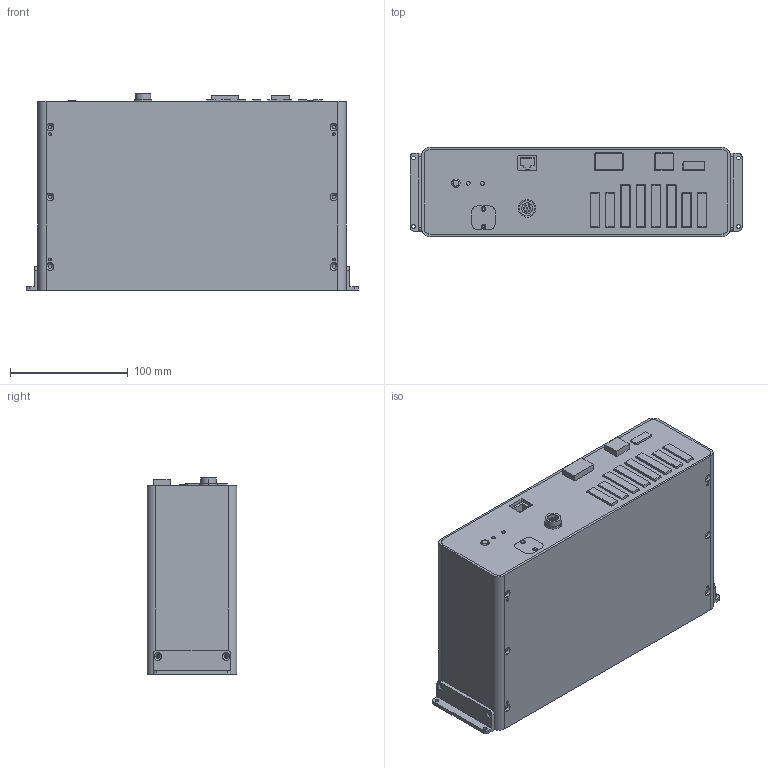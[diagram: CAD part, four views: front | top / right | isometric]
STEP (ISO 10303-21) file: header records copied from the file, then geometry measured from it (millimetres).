
FILE_DESCRIPTION (( 'STEP AP203' ), '1' );
FILE_NAME ('DC1300諷秶碟-勤俋.STEP', '2021-09-16T03:50:14', ( '' ), ( '' ), 'SwSTEP 2.0', 'SolidWorks 2020', '' );
FILE_SCHEMA (( 'CONFIG_CONTROL_DESIGN' ));
Length unit declared in the file: millimetre
Products named in the file (1): DC1300諷秶碟-勤俋
Bounding box: 282 x 76 x 166.7 mm (x, y, z)
Volume: 3253952.1 mm3; surface area: 282458.6 mm2
Topology: 33 solids, 33 shells, 715 faces, 1776 edges, 1152 vertices
Faces by surface type: plane 359, cylinder 290, cone 64, torus 2
Entity records: 21463 total; most frequent: DIRECTION 3830, CARTESIAN_POINT 3670, ORIENTED_EDGE 3520, EDGE_CURVE 1760, AXIS2_PLACEMENT_3D 1368, VERTEX_POINT 1152, VECTOR 1094, LINE 1094
